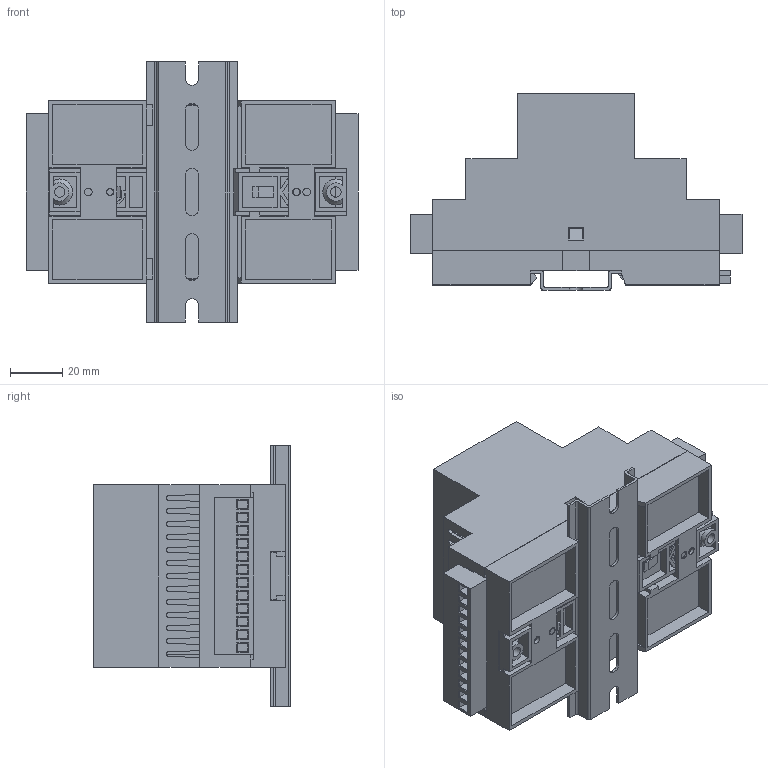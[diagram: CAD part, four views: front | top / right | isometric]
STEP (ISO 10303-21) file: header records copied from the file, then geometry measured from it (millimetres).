
FILE_DESCRIPTION (( 'STEP AP214' ), '1' );
FILE_NAME ('MD-70-03.STEP', '2022-01-24T10:52:38', ( '' ), ( '' ), 'SwSTEP 2.0', 'SolidWorks 2017', '' );
FILE_SCHEMA (( 'AUTOMOTIVE_DESIGN' ));
Length unit declared in the file: millimetre
Products named in the file (23): Clip-Big; Horizontal PCB; Clip-Small; MD-70-03; Screw-small; Rail-35; Base plate - MDB-70; Vertical PCB; TopCover - MDC-70; Base PCB-MDP-70-01; Euro Terminal5mm-Plug-In-12Way
Assembly tree (12 placements, depth 2):
  MD-70-03
    Base plate - MDB-70
    TopCover - MDC-70
    Clip-Big
    Clip-Small
    Base PCB-MDP-70-01
    Screw-small  x2
    Euro Terminal5mm-Plug-In-12Way  x2
    Vertical PCB
    Horizontal PCB
    Rail-35
  Rail-35
  Clip-Small
  TopCover - MDC-70
  Base plate - MDB-70
Bounding box: 127.6 x 75.55 x 100 mm (x, y, z)
Volume: 105004 mm3; surface area: 138635 mm2
Topology: 12 solids, 12 shells, 1777 faces, 5178 edges, 3370 vertices
Faces by surface type: plane 1312, cylinder 439, cone 20, torus 6
Entity records: 50377 total; most frequent: CARTESIAN_POINT 8828, ORIENTED_EDGE 8766, DIRECTION 8293, EDGE_CURVE 4383, VECTOR 3381, LINE 3381, VERTEX_POINT 2859, AXIS2_PLACEMENT_3D 2456
